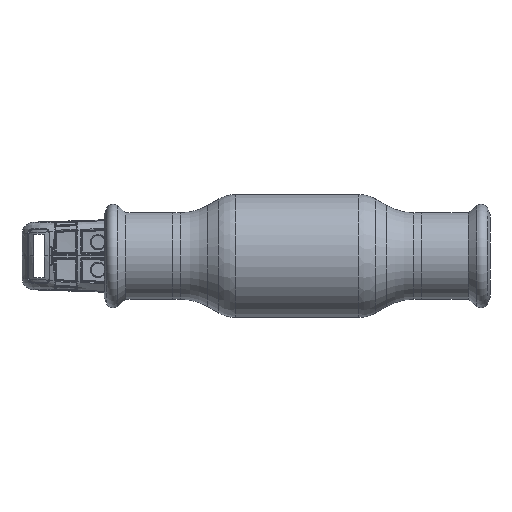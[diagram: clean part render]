
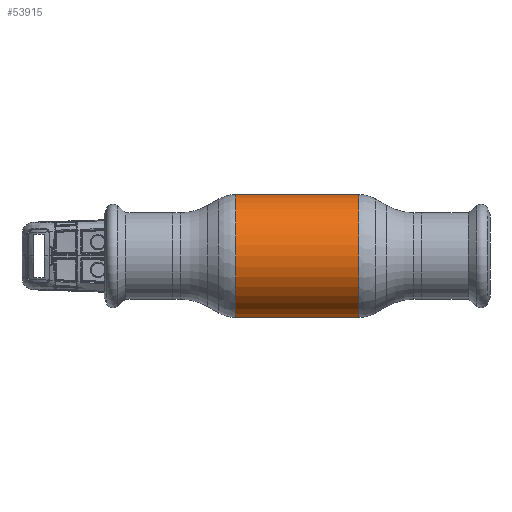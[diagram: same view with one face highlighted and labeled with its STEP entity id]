
A CAD part, front view. The second image highlights one B-rep face of the part: STEP entity #53915.
In plain terms, the highlighted cylindrical face has radius 22.25 mm (diameter 44.5 mm), a partial arc.
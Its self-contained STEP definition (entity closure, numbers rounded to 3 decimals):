
#3647 = DIRECTION ( 'NONE',  ( -1., 0., 0. ) ) ;
#6282 = FACE_OUTER_BOUND ( 'NONE', #37704, .T. ) ;
#11556 = AXIS2_PLACEMENT_3D ( 'NONE', #61128, #3647, #37186 ) ;
#12210 = ORIENTED_EDGE ( 'NONE', *, *, #55863, .T. ) ;
#13356 = ORIENTED_EDGE ( 'NONE', *, *, #19748, .F. ) ;
#13552 = CARTESIAN_POINT ( 'NONE',  ( -62.69, 0., -22.25 ) ) ;
#14839 = CARTESIAN_POINT ( 'NONE',  ( 22.285, 0., -22.25 ) ) ;
#15904 = VECTOR ( 'NONE', #59926, 1000. ) ;
#17123 = AXIS2_PLACEMENT_3D ( 'NONE', #23080, #37346, #47003 ) ;
#17539 = EDGE_CURVE ( 'NONE', #37315, #34291, #48898, .T. ) ;
#18055 = AXIS2_PLACEMENT_3D ( 'NONE', #18840, #19663, #62057 ) ;
#18840 = CARTESIAN_POINT ( 'NONE',  ( 22.285, 0., 0. ) ) ;
#19604 = CARTESIAN_POINT ( 'NONE',  ( -22.285, 0., 22.25 ) ) ;
#19663 = DIRECTION ( 'NONE',  ( -1., 0., 0. ) ) ;
#19748 = EDGE_CURVE ( 'NONE', #50750, #29571, #45645, .T. ) ;
#21876 = ORIENTED_EDGE ( 'NONE', *, *, #46304, .F. ) ;
#23080 = CARTESIAN_POINT ( 'NONE',  ( -62.69, 0., 0. ) ) ;
#24175 = CYLINDRICAL_SURFACE ( 'NONE', #17123, 22.25 ) ;
#25336 = VECTOR ( 'NONE', #32601, 1000. ) ;
#29571 = VERTEX_POINT ( 'NONE', #36767 ) ;
#32601 = DIRECTION ( 'NONE',  ( -1., 0., 0. ) ) ;
#34291 = VERTEX_POINT ( 'NONE', #19604 ) ;
#36767 = CARTESIAN_POINT ( 'NONE',  ( -22.285, 0., -22.25 ) ) ;
#37186 = DIRECTION ( 'NONE',  ( 0., 0., 1. ) ) ;
#37315 = VERTEX_POINT ( 'NONE', #60965 ) ;
#37346 = DIRECTION ( 'NONE',  ( -1., 0., 0. ) ) ;
#37704 = EDGE_LOOP ( 'NONE', ( #13356, #12210, #58478, #21876 ) ) ;
#45645 = LINE ( 'NONE', #13552, #25336 ) ;
#46304 = EDGE_CURVE ( 'NONE', #29571, #34291, #62061, .T. ) ;
#47003 = DIRECTION ( 'NONE',  ( 0., 0., 1. ) ) ;
#48898 = LINE ( 'NONE', #50305, #15904 ) ;
#50305 = CARTESIAN_POINT ( 'NONE',  ( -62.69, 0., 22.25 ) ) ;
#50750 = VERTEX_POINT ( 'NONE', #14839 ) ;
#53915 = ADVANCED_FACE ( 'NONE', ( #6282 ), #24175, .T. ) ;
#55863 = EDGE_CURVE ( 'NONE', #50750, #37315, #60835, .T. ) ;
#58478 = ORIENTED_EDGE ( 'NONE', *, *, #17539, .T. ) ;
#59926 = DIRECTION ( 'NONE',  ( -1., 0., 0. ) ) ;
#60835 = CIRCLE ( 'NONE', #18055, 22.25 ) ;
#60965 = CARTESIAN_POINT ( 'NONE',  ( 22.285, 0., 22.25 ) ) ;
#61128 = CARTESIAN_POINT ( 'NONE',  ( -22.285, 0., 0. ) ) ;
#62057 = DIRECTION ( 'NONE',  ( 0., 0., 1. ) ) ;
#62061 = CIRCLE ( 'NONE', #11556, 22.25 ) ;
